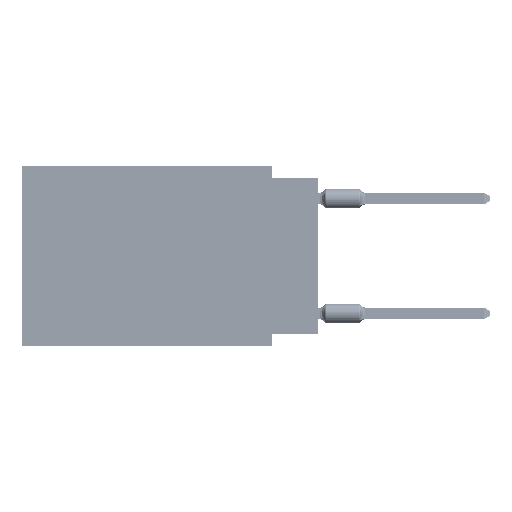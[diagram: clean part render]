
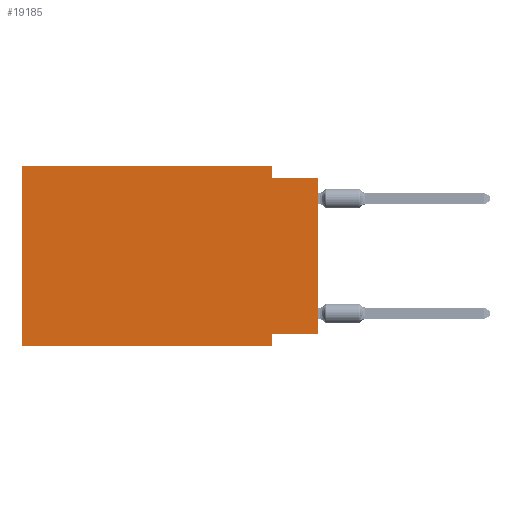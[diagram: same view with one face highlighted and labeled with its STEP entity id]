
A CAD part, left-side view. The second image highlights one B-rep face of the part: STEP entity #19185.
In plain terms, the highlighted planar face has unit normal (-1, 0, 0).
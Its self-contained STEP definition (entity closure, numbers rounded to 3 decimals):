
#824 = ORIENTED_EDGE ( 'NONE', *, *, #21554, .T. ) ;
#1406 = LINE ( 'NONE', #75764, #58504 ) ;
#1605 = ORIENTED_EDGE ( 'NONE', *, *, #51469, .F. ) ;
#2241 = DIRECTION ( 'NONE',  ( 0., 0., -1. ) ) ;
#2730 = EDGE_CURVE ( 'NONE', #9190, #33438, #15993, .T. ) ;
#6685 = LINE ( 'NONE', #18686, #64633 ) ;
#9190 = VERTEX_POINT ( 'NONE', #58364 ) ;
#10793 = ORIENTED_EDGE ( 'NONE', *, *, #53450, .T. ) ;
#11653 = VECTOR ( 'NONE', #16441, 1000. ) ;
#11701 = VERTEX_POINT ( 'NONE', #68897 ) ;
#13308 = VERTEX_POINT ( 'NONE', #44975 ) ;
#13800 = CARTESIAN_POINT ( 'NONE',  ( 0., 0., 0. ) ) ;
#15031 = LINE ( 'NONE', #58826, #79160 ) ;
#15615 = CARTESIAN_POINT ( 'NONE',  ( 0., 16.383, 0. ) ) ;
#15993 = LINE ( 'NONE', #46157, #65853 ) ;
#16441 = DIRECTION ( 'NONE',  ( 0., -1., 0. ) ) ;
#18686 = CARTESIAN_POINT ( 'NONE',  ( 0., 0., -0.635 ) ) ;
#19010 = CARTESIAN_POINT ( 'NONE',  ( 0., 16.383, -9.906 ) ) ;
#19185 = ADVANCED_FACE ( 'NONE', ( #77625 ), #70599, .F. ) ;
#20179 = VERTEX_POINT ( 'NONE', #40941 ) ;
#21554 = EDGE_CURVE ( 'NONE', #20179, #11701, #32796, .T. ) ;
#24130 = CARTESIAN_POINT ( 'NONE',  ( 0., 16.383, -9.906 ) ) ;
#29673 = DIRECTION ( 'NONE',  ( 0., 0., 1. ) ) ;
#30459 = VECTOR ( 'NONE', #29673, 1000. ) ;
#31594 = ORIENTED_EDGE ( 'NONE', *, *, #2730, .F. ) ;
#32796 = LINE ( 'NONE', #13800, #51792 ) ;
#32904 = AXIS2_PLACEMENT_3D ( 'NONE', #45389, #33005, #63568 ) ;
#33005 = DIRECTION ( 'NONE',  ( 1., 0., 0. ) ) ;
#33438 = VERTEX_POINT ( 'NONE', #37801 ) ;
#34505 = CARTESIAN_POINT ( 'NONE',  ( 0., 16.383, 0. ) ) ;
#35580 = ORIENTED_EDGE ( 'NONE', *, *, #76776, .F. ) ;
#36469 = EDGE_LOOP ( 'NONE', ( #824, #44423, #31594, #35580, #70427, #10793, #1605, #61448 ) ) ;
#37801 = CARTESIAN_POINT ( 'NONE',  ( 0., 2.54, -0.635 ) ) ;
#40941 = CARTESIAN_POINT ( 'NONE',  ( 0., 0., -9.271 ) ) ;
#41172 = DIRECTION ( 'NONE',  ( 0., 0., -1. ) ) ;
#41399 = VERTEX_POINT ( 'NONE', #24130 ) ;
#44423 = ORIENTED_EDGE ( 'NONE', *, *, #51711, .F. ) ;
#44975 = CARTESIAN_POINT ( 'NONE',  ( 0., 2.54, -9.906 ) ) ;
#45389 = CARTESIAN_POINT ( 'NONE',  ( 0., 16.383, 0. ) ) ;
#46157 = CARTESIAN_POINT ( 'NONE',  ( 0., 2.54, 0. ) ) ;
#48252 = CARTESIAN_POINT ( 'NONE',  ( 0., 16.383, 0. ) ) ;
#51469 = EDGE_CURVE ( 'NONE', #62042, #13308, #15031, .T. ) ;
#51711 = EDGE_CURVE ( 'NONE', #33438, #11701, #6685, .T. ) ;
#51792 = VECTOR ( 'NONE', #57578, 1000. ) ;
#52480 = EDGE_CURVE ( 'NONE', #41399, #59430, #60248, .T. ) ;
#53450 = EDGE_CURVE ( 'NONE', #41399, #13308, #75596, .T. ) ;
#54438 = CARTESIAN_POINT ( 'NONE',  ( 0., 2.54, -9.271 ) ) ;
#56192 = DIRECTION ( 'NONE',  ( 0., -1., 0. ) ) ;
#57578 = DIRECTION ( 'NONE',  ( 0., 0., 1. ) ) ;
#58018 = VECTOR ( 'NONE', #56192, 1000. ) ;
#58364 = CARTESIAN_POINT ( 'NONE',  ( 0., 2.54, 0. ) ) ;
#58504 = VECTOR ( 'NONE', #69560, 1000. ) ;
#58826 = CARTESIAN_POINT ( 'NONE',  ( 0., 2.54, -9.906 ) ) ;
#59430 = VERTEX_POINT ( 'NONE', #34505 ) ;
#60248 = LINE ( 'NONE', #48252, #30459 ) ;
#60956 = EDGE_CURVE ( 'NONE', #20179, #62042, #1406, .T. ) ;
#61448 = ORIENTED_EDGE ( 'NONE', *, *, #60956, .F. ) ;
#62042 = VERTEX_POINT ( 'NONE', #54438 ) ;
#62471 = DIRECTION ( 'NONE',  ( 0., -1., 0. ) ) ;
#63568 = DIRECTION ( 'NONE',  ( 0., 0., -1. ) ) ;
#64633 = VECTOR ( 'NONE', #62471, 1000. ) ;
#65853 = VECTOR ( 'NONE', #41172, 1000. ) ;
#68897 = CARTESIAN_POINT ( 'NONE',  ( 0., 0., -0.635 ) ) ;
#69560 = DIRECTION ( 'NONE',  ( 0., 1., 0. ) ) ;
#70427 = ORIENTED_EDGE ( 'NONE', *, *, #52480, .F. ) ;
#70599 = PLANE ( 'NONE',  #32904 ) ;
#75596 = LINE ( 'NONE', #19010, #58018 ) ;
#75764 = CARTESIAN_POINT ( 'NONE',  ( 0., 0., -9.271 ) ) ;
#76776 = EDGE_CURVE ( 'NONE', #59430, #9190, #78420, .T. ) ;
#77625 = FACE_OUTER_BOUND ( 'NONE', #36469, .T. ) ;
#78420 = LINE ( 'NONE', #15615, #11653 ) ;
#79160 = VECTOR ( 'NONE', #2241, 1000. ) ;
